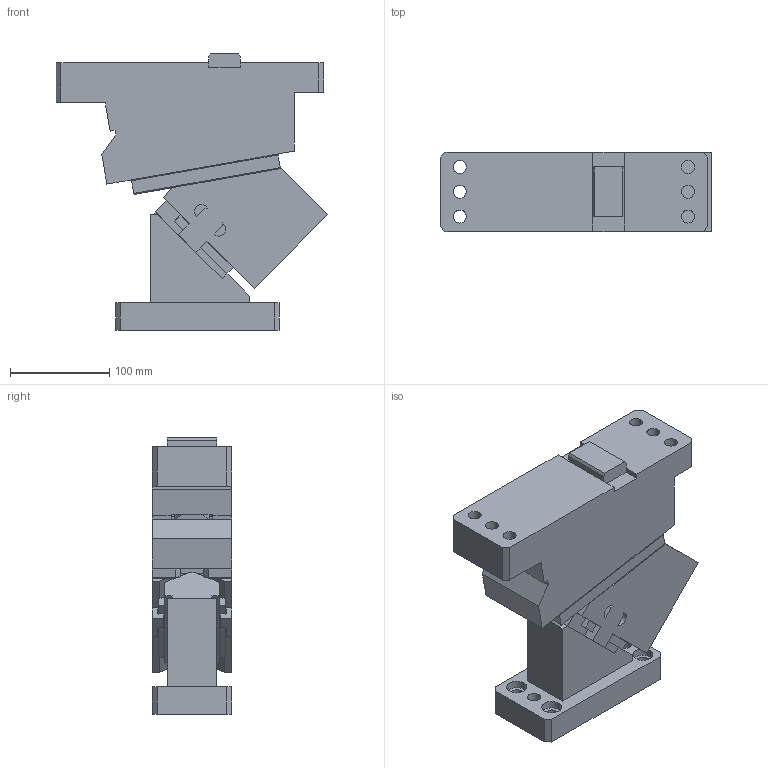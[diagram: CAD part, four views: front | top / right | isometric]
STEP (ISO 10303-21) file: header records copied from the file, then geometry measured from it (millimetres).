
FILE_DESCRIPTION(('CATIA V5 STEP Exchange'),'2;1');
FILE_NAME('CACC_80_45.stp','2015-04-21T12:51:55+00:00',('none'),('none'),'CATIA Version 5 Release 19 SP 2 (IN-10)','CATIA V5 STEP AP203','none');
FILE_SCHEMA(('CONFIG_CONTROL_DESIGN'));
Length unit declared in the file: millimetre
Products named in the file (1): CACC_80_45
Bounding box: 274.2 x 80 x 279 mm (x, y, z)
Volume: 3209748.9 mm3; surface area: 307262.5 mm2
Topology: 3 solids, 6 shells, 268 faces, 714 edges, 464 vertices
Faces by surface type: plane 199, cylinder 62, cone 6, extrusion 1
Entity records: 8561 total; most frequent: CARTESIAN_POINT 2136, ORIENTED_EDGE 1416, DIRECTION 1094, EDGE_CURVE 708, VECTOR 575, LINE 574, VERTEX_POINT 464, EDGE_LOOP 306
